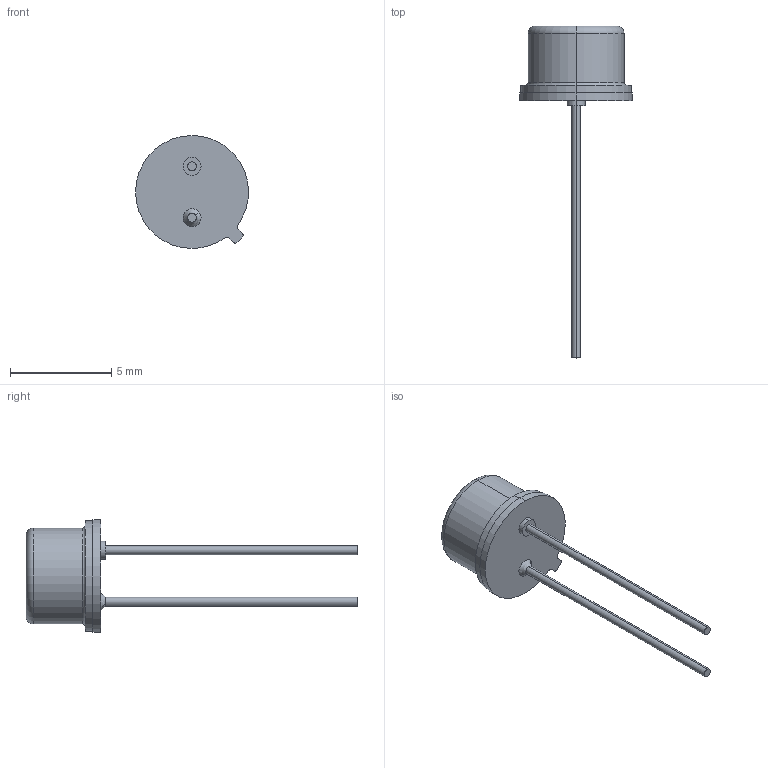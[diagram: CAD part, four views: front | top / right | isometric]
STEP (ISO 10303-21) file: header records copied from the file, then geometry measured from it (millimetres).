
FILE_DESCRIPTION (( 'STEP AP214' ), '1' );
FILE_NAME ('OP133W.STEP', '2019-11-04T15:40:05', ( '' ), ( '' ), 'SwSTEP 2.0', 'SolidWorks 2018', '' );
FILE_SCHEMA (( 'AUTOMOTIVE_DESIGN' ));
Length unit declared in the file: inch
Products named in the file (1): OP133W
Bounding box: 5.57 x 16.38 x 5.58 mm (x, y, z)
Volume: 73.3 mm3; surface area: 137.9 mm2
Topology: 1 solids, 1 shells, 33 faces, 74 edges, 48 vertices
Faces by surface type: cylinder 17, plane 10, torus 4, bspline 2
Entity records: 1427 total; most frequent: CARTESIAN_POINT 184, DIRECTION 182, ORIENTED_EDGE 148, AXIS2_PLACEMENT_3D 78, EDGE_CURVE 74, VERTEX_POINT 48, CIRCLE 46, EDGE_LOOP 38
